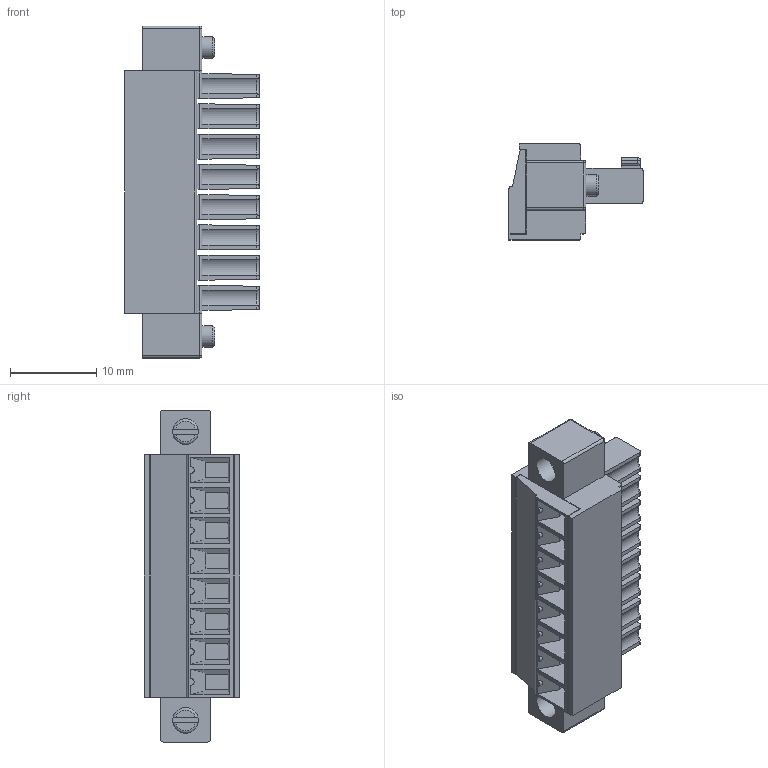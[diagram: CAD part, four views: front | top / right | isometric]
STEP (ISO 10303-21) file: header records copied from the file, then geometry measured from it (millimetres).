
FILE_DESCRIPTION(('STEP AP214'),'1');
FILE_NAME('SH08-3,5-K.stp','2018-11-19T11:02:19',(' '),(' '),'Spatial InterOp 3D',' ',' ');
FILE_SCHEMA(('AUTOMOTIVE_DESIGN { 1 0 10303 214 1 1 1 1 }'));
Length unit declared in the file: metre
Products named in the file (1): 1
Bounding box: 15.5 x 11.1 x 38.4 mm (x, y, z)
Volume: 3029.2 mm3; surface area: 3523.7 mm2
Topology: 1 solids, 1 shells, 698 faces, 1852 edges, 1178 vertices
Faces by surface type: plane 464, cylinder 160, torus 28, cone 26, sphere 20
Full cylindrical faces by diameter (mm): 1.2 x8, 2.5 x2, 2.8 x8, 3 x10
Entity records: 26736 total; most frequent: CARTESIAN_POINT 4170, ORIENTED_EDGE 3496, DIRECTION 3466, EDGE_CURVE 1748, LINE 1276, VECTOR 1276, VERTEX_POINT 1148, AXIS2_PLACEMENT_3D 1095
